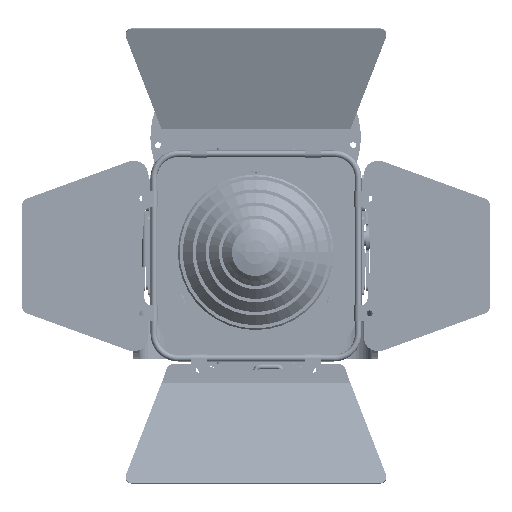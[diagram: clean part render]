
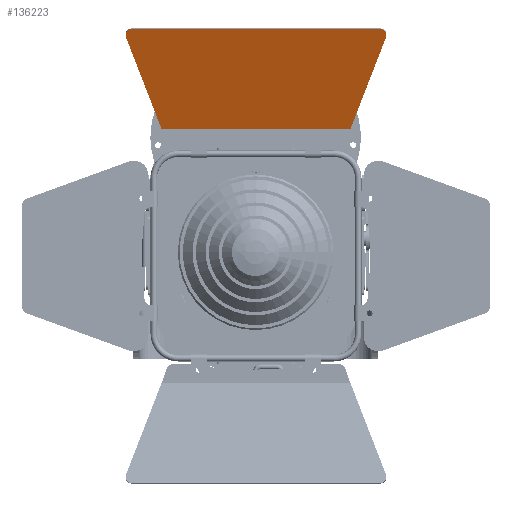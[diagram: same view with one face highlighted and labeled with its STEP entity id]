
A CAD part, front view. The second image highlights one B-rep face of the part: STEP entity #136223.
In plain terms, the highlighted face is planar.
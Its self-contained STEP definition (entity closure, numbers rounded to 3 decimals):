
#135582=DIRECTION('',(1.,0.,0.));
#135583=VECTOR('',#135582,0.002);
#135584=CARTESIAN_POINT('',(57.78,1.,-64.824));
#135585=LINE('',#135584,#135583);
#135586=DIRECTION('',(-0.343,0.,-0.939));
#135587=VECTOR('',#135586,63.295);
#135588=CARTESIAN_POINT('',(79.505,1.,-5.373));
#135589=LINE('',#135588,#135587);
#135590=CARTESIAN_POINT('',(75.747,1.,-4.));
#135591=DIRECTION('',(0.,1.,0.));
#135592=DIRECTION('',(0.,0.,1.));
#135593=AXIS2_PLACEMENT_3D('',#135590,#135591,#135592);
#135595=DIRECTION('',(1.,0.,0.));
#135596=VECTOR('',#135595,151.495);
#135597=CARTESIAN_POINT('',(-75.747,1.,0.));
#135598=LINE('',#135597,#135596);
#135599=CARTESIAN_POINT('',(-75.747,1.,-4.));
#135600=DIRECTION('',(0.,1.,0.));
#135601=DIRECTION('',(-0.939,0.,-0.343));
#135602=AXIS2_PLACEMENT_3D('',#135599,#135600,#135601);
#135604=DIRECTION('',(0.343,0.,-0.939));
#135605=VECTOR('',#135604,63.295);
#135606=CARTESIAN_POINT('',(-79.505,1.,-5.373));
#135607=LINE('',#135606,#135605);
#135608=DIRECTION('',(-1.,0.,0.));
#135609=VECTOR('',#135608,0.002);
#135610=CARTESIAN_POINT('',(-57.78,1.,-64.824));
#135611=LINE('',#135610,#135609);
#135612=DIRECTION('',(-1.,0.,0.));
#135613=VECTOR('',#135612,0.123);
#135614=CARTESIAN_POINT('',(-57.657,1.,-64.824));
#135615=LINE('',#135614,#135613);
#135616=DIRECTION('',(-1.,0.,0.));
#135617=VECTOR('',#135616,115.314);
#135618=CARTESIAN_POINT('',(57.657,1.,-64.824));
#135619=LINE('',#135618,#135617);
#135620=DIRECTION('',(1.,0.,0.));
#135621=VECTOR('',#135620,0.123);
#135622=CARTESIAN_POINT('',(57.657,1.,-64.824));
#135623=LINE('',#135622,#135621);
#135688=CARTESIAN_POINT('',(75.747,1.,0.));
#135689=VERTEX_POINT('',#135688);
#135690=CARTESIAN_POINT('',(79.505,1.,-5.373));
#135691=VERTEX_POINT('',#135690);
#135696=CARTESIAN_POINT('',(-79.505,1.,-5.373));
#135697=VERTEX_POINT('',#135696);
#135698=CARTESIAN_POINT('',(-75.747,1.,0.));
#135699=VERTEX_POINT('',#135698);
#135708=CARTESIAN_POINT('',(-57.782,1.,-64.824));
#135709=VERTEX_POINT('',#135708);
#135710=CARTESIAN_POINT('',(57.782,1.,-64.824));
#135711=VERTEX_POINT('',#135710);
#135712=CARTESIAN_POINT('',(-57.657,1.,-64.824));
#135713=VERTEX_POINT('',#135712);
#135714=CARTESIAN_POINT('',(57.657,1.,-64.824));
#135715=VERTEX_POINT('',#135714);
#135718=CARTESIAN_POINT('',(57.78,1.,-64.824));
#135719=VERTEX_POINT('',#135718);
#135720=CARTESIAN_POINT('',(-57.78,1.,-64.824));
#135721=VERTEX_POINT('',#135720);
#136203=CARTESIAN_POINT('',(0.,1.,0.));
#136204=DIRECTION('',(0.,1.,0.));
#136205=DIRECTION('',(1.,0.,0.));
#136206=AXIS2_PLACEMENT_3D('',#136203,#136204,#136205);
#136207=PLANE('',#136206);
#136209=ORIENTED_EDGE('',*,*,#136208,.T.);
#136211=ORIENTED_EDGE('',*,*,#136210,.F.);
#136212=ORIENTED_EDGE('',*,*,#135782,.F.);
#136213=ORIENTED_EDGE('',*,*,#135798,.F.);
#136214=ORIENTED_EDGE('',*,*,#135811,.F.);
#136215=ORIENTED_EDGE('',*,*,#135826,.T.);
#136216=ORIENTED_EDGE('',*,*,#135860,.F.);
#136217=ORIENTED_EDGE('',*,*,#136197,.F.);
#136218=ORIENTED_EDGE('',*,*,#135972,.F.);
#136220=ORIENTED_EDGE('',*,*,#136219,.T.);
#136221=EDGE_LOOP('',(#136209,#136211,#136212,#136213,#136214,#136215,#136216,
#136217,#136218,#136220));
#136222=FACE_OUTER_BOUND('',#136221,.F.);
#135594=CIRCLE('',#135593,4.);
#135603=CIRCLE('',#135602,4.);
#135782=EDGE_CURVE('',#135689,#135691,#135594,.T.);
#135798=EDGE_CURVE('',#135699,#135689,#135598,.T.);
#135811=EDGE_CURVE('',#135697,#135699,#135603,.T.);
#135826=EDGE_CURVE('',#135697,#135709,#135607,.T.);
#135860=EDGE_CURVE('',#135721,#135709,#135611,.T.);
#135972=EDGE_CURVE('',#135715,#135713,#135619,.T.);
#136197=EDGE_CURVE('',#135713,#135721,#135615,.T.);
#136208=EDGE_CURVE('',#135719,#135711,#135585,.T.);
#136210=EDGE_CURVE('',#135691,#135711,#135589,.T.);
#136219=EDGE_CURVE('',#135715,#135719,#135623,.T.);
#136223=ADVANCED_FACE('',(#136222),#136207,.T.);
